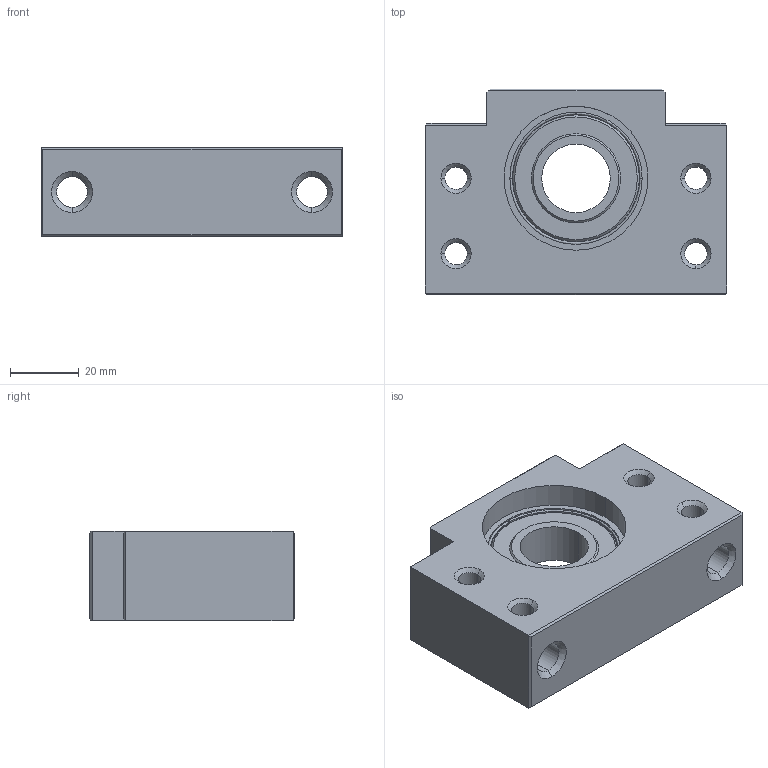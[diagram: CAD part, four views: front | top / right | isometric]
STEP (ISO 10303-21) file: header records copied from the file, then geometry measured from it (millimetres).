
FILE_DESCRIPTION (( 'STEP AP203' ), '1' );
FILE_NAME ('BF-20.STEP', '2024-11-25T06:55:12', ( '' ), ( '' ), 'SwSTEP 2.0', 'SolidWorks 2021', '' );
FILE_SCHEMA (( 'CONFIG_CONTROL_DESIGN' ));
Length unit declared in the file: millimetre
Products named in the file (1): BF-20
Bounding box: 88 x 60.01 x 26 mm (x, y, z)
Volume: 87555.3 mm3; surface area: 30571.3 mm2
Topology: 19 solids, 19 shells, 215 faces, 539 edges, 356 vertices
Faces by surface type: plane 94, cylinder 60, bspline 35, cone 26
Entity records: 7922 total; most frequent: CARTESIAN_POINT 2782, ORIENTED_EDGE 1078, DIRECTION 1006, EDGE_CURVE 539, AXIS2_PLACEMENT_3D 374, VERTEX_POINT 356, VECTOR 258, LINE 258
